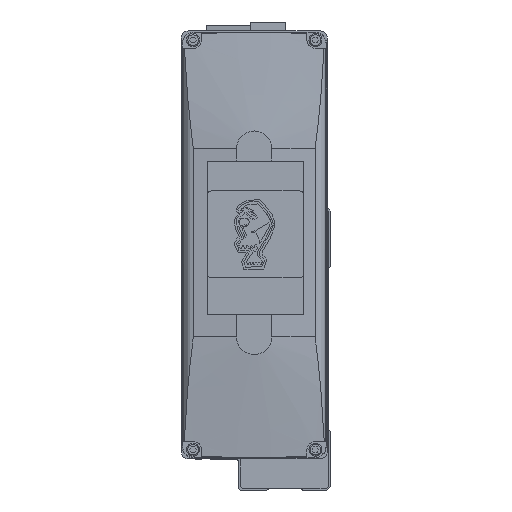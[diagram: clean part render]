
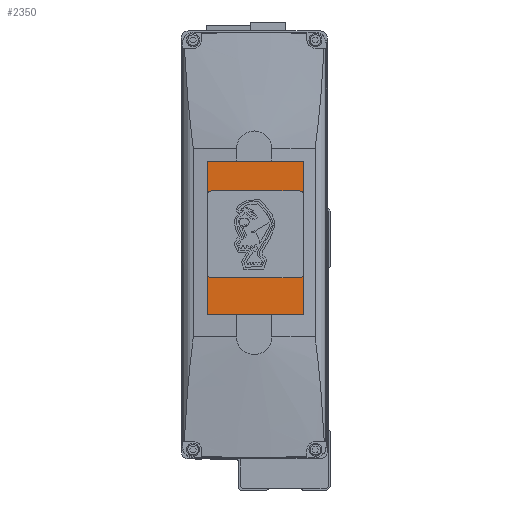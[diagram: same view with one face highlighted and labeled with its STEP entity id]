
A CAD part, left-side view. The second image highlights one B-rep face of the part: STEP entity #2350.
In plain terms, the highlighted planar face has unit normal (-1, 0, 0).
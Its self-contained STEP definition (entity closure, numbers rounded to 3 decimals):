
#2350 = ADVANCED_FACE ( 'NONE', ( #22720 ), #20337, .F. ) ;
#2485 = EDGE_CURVE ( 'NONE', #9615, #21525, #18106, .T. ) ;
#3429 = DIRECTION ( 'NONE',  ( 0., 0., -1. ) ) ;
#5047 = VERTEX_POINT ( 'NONE', #21061 ) ;
#6286 = EDGE_CURVE ( 'NONE', #19703, #5047, #7976, .T. ) ;
#6355 = EDGE_LOOP ( 'NONE', ( #14595, #13113, #33358, #19078 ) ) ;
#7976 = LINE ( 'NONE', #25982, #26558 ) ;
#9615 = VERTEX_POINT ( 'NONE', #31992 ) ;
#10625 = DIRECTION ( 'NONE',  ( 0., 1., 0. ) ) ;
#11554 = VECTOR ( 'NONE', #16772, 1000. ) ;
#12520 = CARTESIAN_POINT ( 'NONE',  ( -43., 0., 0. ) ) ;
#13113 = ORIENTED_EDGE ( 'NONE', *, *, #27085, .T. ) ;
#13220 = DIRECTION ( 'NONE',  ( 0., -1., 0. ) ) ;
#14282 = CARTESIAN_POINT ( 'NONE',  ( -43., 19.976, 79.734 ) ) ;
#14595 = ORIENTED_EDGE ( 'NONE', *, *, #2485, .T. ) ;
#14954 = VECTOR ( 'NONE', #10625, 1000. ) ;
#16523 = CARTESIAN_POINT ( 'NONE',  ( -43., 19.976, 14.734 ) ) ;
#16772 = DIRECTION ( 'NONE',  ( 0., 0., 1. ) ) ;
#18106 = LINE ( 'NONE', #28822, #14954 ) ;
#19078 = ORIENTED_EDGE ( 'NONE', *, *, #30756, .T. ) ;
#19237 = LINE ( 'NONE', #16523, #28090 ) ;
#19703 = VERTEX_POINT ( 'NONE', #28684 ) ;
#20337 = PLANE ( 'NONE',  #26425 ) ;
#21061 = CARTESIAN_POINT ( 'NONE',  ( -43., -21.024, 14.734 ) ) ;
#21525 = VERTEX_POINT ( 'NONE', #14282 ) ;
#22720 = FACE_OUTER_BOUND ( 'NONE', #6355, .T. ) ;
#22884 = DIRECTION ( 'NONE',  ( 1., 0., 0. ) ) ;
#24064 = CARTESIAN_POINT ( 'NONE',  ( -43., -21.024, 14.734 ) ) ;
#25982 = CARTESIAN_POINT ( 'NONE',  ( -43., -21.024, 14.734 ) ) ;
#26425 = AXIS2_PLACEMENT_3D ( 'NONE', #12520, #22884, #27647 ) ;
#26558 = VECTOR ( 'NONE', #13220, 1000. ) ;
#27085 = EDGE_CURVE ( 'NONE', #21525, #19703, #19237, .T. ) ;
#27647 = DIRECTION ( 'NONE',  ( 0., 0., -1. ) ) ;
#28090 = VECTOR ( 'NONE', #3429, 1000. ) ;
#28684 = CARTESIAN_POINT ( 'NONE',  ( -43., 19.976, 14.734 ) ) ;
#28822 = CARTESIAN_POINT ( 'NONE',  ( -43., -21.024, 79.734 ) ) ;
#29684 = LINE ( 'NONE', #24064, #11554 ) ;
#30756 = EDGE_CURVE ( 'NONE', #5047, #9615, #29684, .T. ) ;
#31992 = CARTESIAN_POINT ( 'NONE',  ( -43., -21.024, 79.734 ) ) ;
#33358 = ORIENTED_EDGE ( 'NONE', *, *, #6286, .T. ) ;
